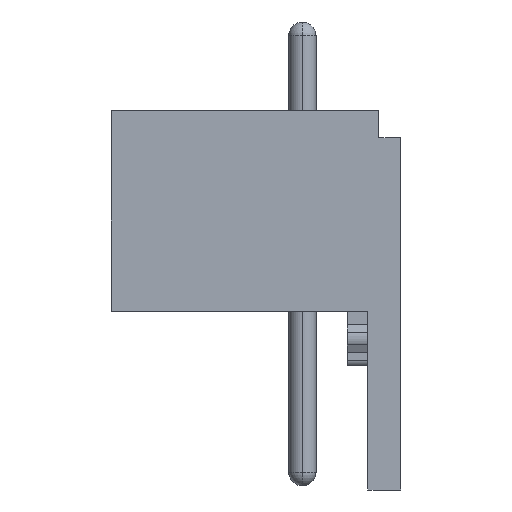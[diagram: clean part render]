
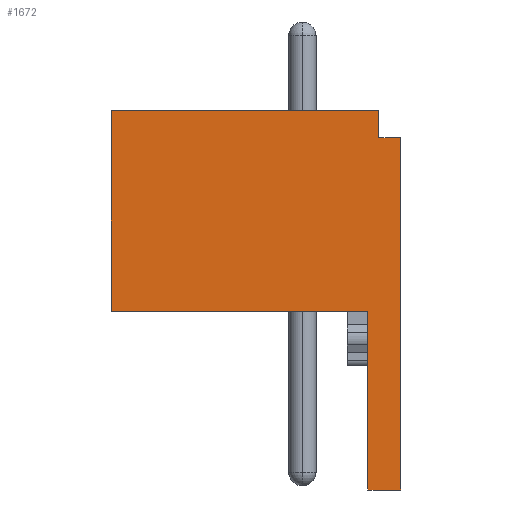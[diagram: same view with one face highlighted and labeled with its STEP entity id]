
A CAD part, front view. The second image highlights one B-rep face of the part: STEP entity #1672.
In plain terms, the highlighted planar face has unit normal (0, -1, 0).
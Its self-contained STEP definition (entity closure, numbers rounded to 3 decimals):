
#1=DIRECTION('',(1.,0.,0.));
#2=VECTOR('',#1,9.8);
#3=CARTESIAN_POINT('',(0.,0.,0.));
#4=LINE('',#3,#2);
#5=DIRECTION('',(0.,0.,-1.));
#6=VECTOR('',#5,1.);
#7=CARTESIAN_POINT('',(9.8,0.,0.));
#8=LINE('',#7,#6);
#9=DIRECTION('',(1.,0.,0.));
#10=VECTOR('',#9,0.8);
#11=CARTESIAN_POINT('',(9.8,0.,-1.));
#12=LINE('',#11,#10);
#13=DIRECTION('',(0.,0.,-1.));
#14=VECTOR('',#13,12.9);
#15=CARTESIAN_POINT('',(10.6,0.,-1.));
#16=LINE('',#15,#14);
#17=DIRECTION('',(-1.,0.,0.));
#18=VECTOR('',#17,1.2);
#19=CARTESIAN_POINT('',(10.6,0.,-13.9));
#20=LINE('',#19,#18);
#21=DIRECTION('',(0.,0.,1.));
#22=VECTOR('',#21,6.55);
#23=CARTESIAN_POINT('',(9.4,0.,-13.9));
#24=LINE('',#23,#22);
#25=DIRECTION('',(-1.,0.,0.));
#26=VECTOR('',#25,9.4);
#27=CARTESIAN_POINT('',(9.4,0.,-7.35));
#28=LINE('',#27,#26);
#29=DIRECTION('',(0.,0.,1.));
#30=VECTOR('',#29,7.35);
#31=CARTESIAN_POINT('',(0.,0.,-7.35));
#32=LINE('',#31,#30);
#1285=CARTESIAN_POINT('',(0.,0.,0.));
#1286=CARTESIAN_POINT('',(9.8,0.,0.));
#1287=VERTEX_POINT('',#1285);
#1288=VERTEX_POINT('',#1286);
#1289=CARTESIAN_POINT('',(9.8,0.,-1.));
#1290=VERTEX_POINT('',#1289);
#1291=CARTESIAN_POINT('',(10.6,0.,-1.));
#1292=VERTEX_POINT('',#1291);
#1293=CARTESIAN_POINT('',(10.6,0.,-13.9));
#1294=VERTEX_POINT('',#1293);
#1295=CARTESIAN_POINT('',(9.4,0.,-13.9));
#1296=VERTEX_POINT('',#1295);
#1297=CARTESIAN_POINT('',(9.4,0.,-7.35));
#1298=VERTEX_POINT('',#1297);
#1299=CARTESIAN_POINT('',(0.,0.,-7.35));
#1300=VERTEX_POINT('',#1299);
#1649=CARTESIAN_POINT('',(0.,0.,0.));
#1650=DIRECTION('',(0.,1.,0.));
#1651=DIRECTION('',(1.,0.,0.));
#1652=AXIS2_PLACEMENT_3D('',#1649,#1650,#1651);
#1653=PLANE('',#1652);
#1655=ORIENTED_EDGE('',*,*,#1654,.T.);
#1657=ORIENTED_EDGE('',*,*,#1656,.T.);
#1659=ORIENTED_EDGE('',*,*,#1658,.T.);
#1661=ORIENTED_EDGE('',*,*,#1660,.T.);
#1663=ORIENTED_EDGE('',*,*,#1662,.T.);
#1665=ORIENTED_EDGE('',*,*,#1664,.T.);
#1667=ORIENTED_EDGE('',*,*,#1666,.T.);
#1669=ORIENTED_EDGE('',*,*,#1668,.T.);
#1670=EDGE_LOOP('',(#1655,#1657,#1659,#1661,#1663,#1665,#1667,#1669));
#1671=FACE_OUTER_BOUND('',#1670,.F.);
#1672=ADVANCED_FACE('',(#1671),#1653,.F.);
#1654=EDGE_CURVE('',#1287,#1288,#4,.T.);
#1656=EDGE_CURVE('',#1288,#1290,#8,.T.);
#1658=EDGE_CURVE('',#1290,#1292,#12,.T.);
#1660=EDGE_CURVE('',#1292,#1294,#16,.T.);
#1662=EDGE_CURVE('',#1294,#1296,#20,.T.);
#1664=EDGE_CURVE('',#1296,#1298,#24,.T.);
#1666=EDGE_CURVE('',#1298,#1300,#28,.T.);
#1668=EDGE_CURVE('',#1300,#1287,#32,.T.);
